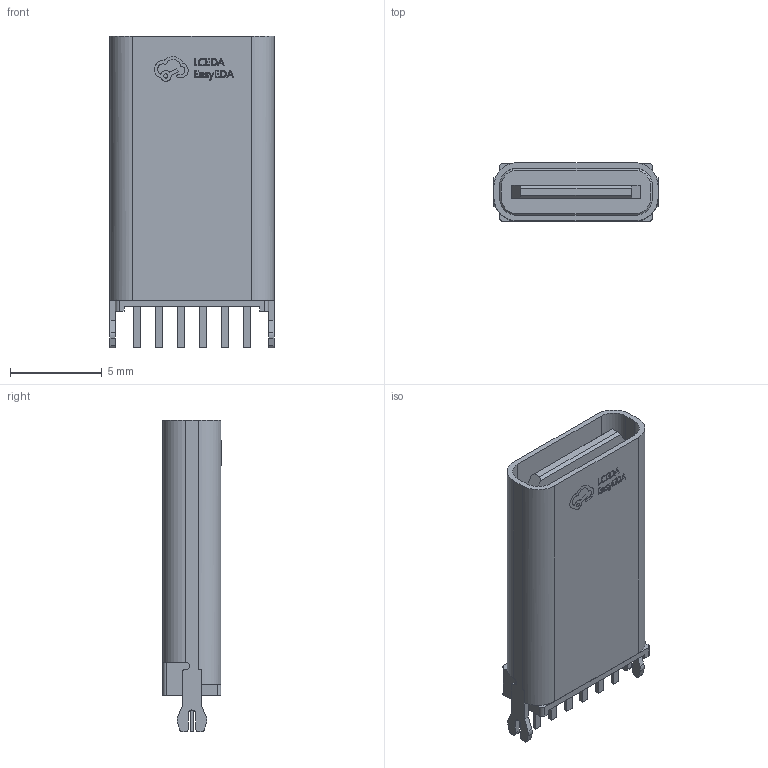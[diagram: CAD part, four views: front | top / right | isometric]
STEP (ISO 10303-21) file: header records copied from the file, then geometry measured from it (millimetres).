
FILE_DESCRIPTION (( 'STEP AP214' ), '1' );
FILE_NAME ('USB-C-TH_KINGHELM_KH-TYPE-C-L15-6P.step', '2022-07-15T09:39:24', ( '' ), ( '' ), 'SwSTEP 2.0', 'SolidWorks 2020', '' );
FILE_SCHEMA (( 'AUTOMOTIVE_DESIGN' ));
Length unit declared in the file: millimetre
Products named in the file (1): USB-C-TH_KINGHELM_KH-TYPE-C-L15-6P
Bounding box: 8.94 x 3.16 x 17 mm (x, y, z)
Volume: 281 mm3; surface area: 946.7 mm2
Topology: 15 solids, 15 shells, 428 faces, 1143 edges, 758 vertices
Faces by surface type: plane 276, bspline 112, cylinder 36, cone 4
Entity records: 18692 total; most frequent: CARTESIAN_POINT 4434, ORIENTED_EDGE 2286, DIRECTION 1629, EDGE_CURVE 1143, VECTOR 835, LINE 835, VERTEX_POINT 758, EDGE_LOOP 455
